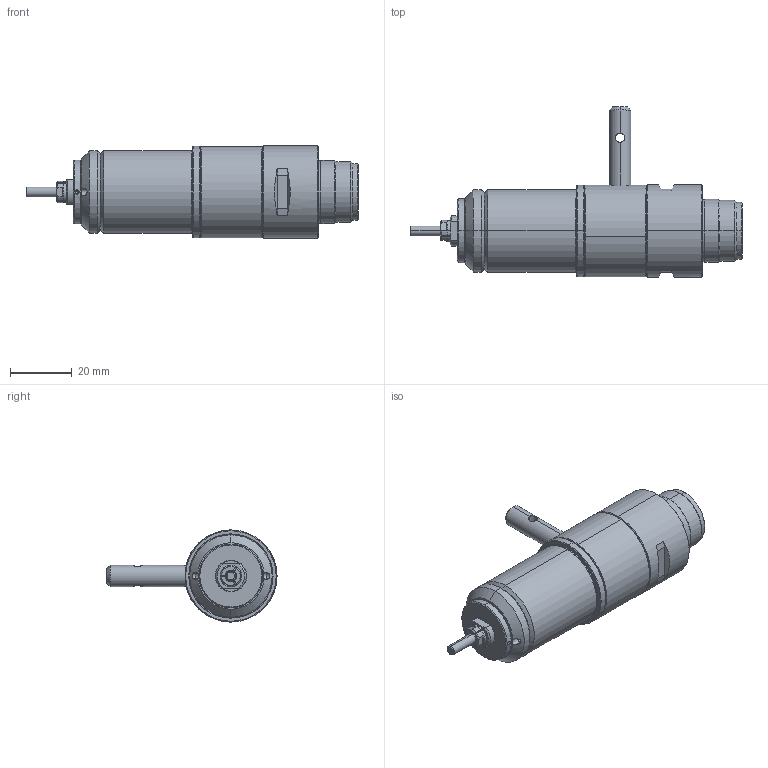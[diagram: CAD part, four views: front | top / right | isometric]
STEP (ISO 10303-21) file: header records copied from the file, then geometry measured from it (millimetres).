
FILE_DESCRIPTION (( 'STEP AP203' ), '1' );
FILE_NAME ('NRR-3060-ASSY.STEP', '2014-06-12T04:40:52', ( ' ' ), ( ' ' ), 'SwSTEP 2.0', 'SolidWorks 2011', '' );
FILE_SCHEMA (( 'CONFIG_CONTROL_DESIGN' ));
Length unit declared in the file: millimetre
Products named in the file (10): NRR-3060-ASSY; K825142; K825111; K825A102; Z070--106---(媒氖薨冇3.175亊37L); K690A-431-2-(チャック（固定式））; K825--175---（防塵カバー）; K690A-198---（レバー軸）; K825--101---002（ノーズサヤ）; K825A161
Assembly tree (9 placements, depth 2):
  NRR-3060-ASSY
    K825A161
    K690A-431-2-(チャック（固定式））
    K825--175---（防塵カバー）
    K825142
    K825111
    K825A102
    Z070--106---(媒氖薨冇3.175亊37L)
    K690A-198---（レバー軸）
    K825--101---002（ノーズサヤ）
Bounding box: 107.91 x 55.3 x 30 mm (x, y, z)
Volume: 39920.9 mm3; surface area: 29132.9 mm2
Topology: 9 solids, 9 shells, 681 faces, 1629 edges, 991 vertices
Faces by surface type: cylinder 277, cone 196, plane 163, bspline 32, torus 13
Entity records: 22272 total; most frequent: CARTESIAN_POINT 5482, DIRECTION 3436, ORIENTED_EDGE 3206, EDGE_CURVE 1603, AXIS2_PLACEMENT_3D 1411, VERTEX_POINT 991, EDGE_LOOP 766, CIRCLE 750
